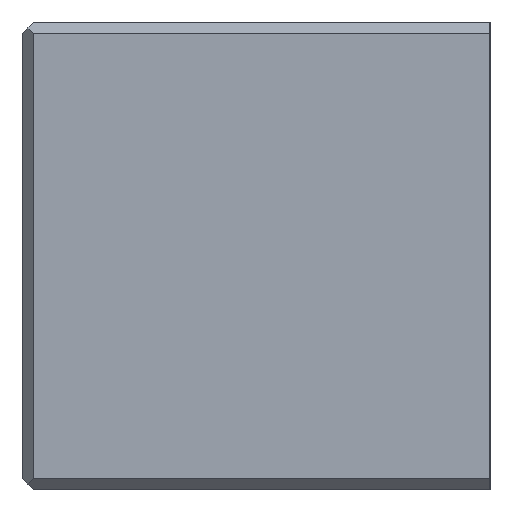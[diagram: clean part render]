
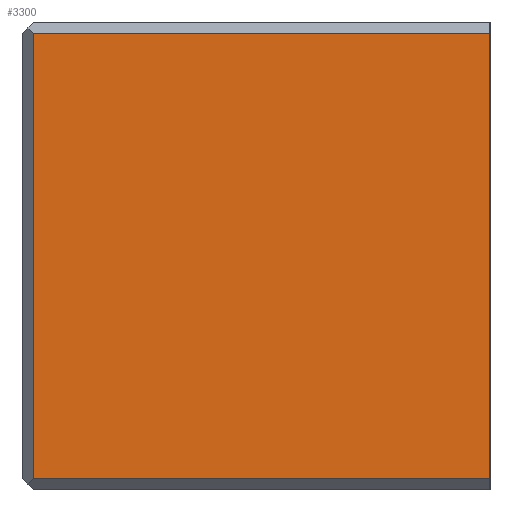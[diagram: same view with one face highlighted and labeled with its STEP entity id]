
A CAD part, left-side view. The second image highlights one B-rep face of the part: STEP entity #3300.
In plain terms, the highlighted planar face has unit normal (-1, 0, 0).
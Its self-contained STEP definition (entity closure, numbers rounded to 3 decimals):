
#990=CARTESIAN_POINT('',(-340.,0.,19.));
#1000=VERTEX_POINT('',#990);
#1380=CARTESIAN_POINT('',(-340.,0.,-19.));
#1390=VERTEX_POINT('',#1380);
#1420=CARTESIAN_POINT('',(-340.,0.,0.));
#1430=DIRECTION('',(-0.,-0.,-1.));
#1440=VECTOR('',#1430,1.);
#1450=LINE('',#1420,#1440);
#1460=EDGE_CURVE('',#1000,#1390,#1450,.T.);
#3000=CARTESIAN_POINT('',(-340.,0.,0.));
#3010=DIRECTION('',(1.,0.,0.));
#3020=DIRECTION('',(0.,-1.,0.));
#3030=AXIS2_PLACEMENT_3D('',#3000,#3010,#3020);
#3040=PLANE('',#3030);
#3050=CARTESIAN_POINT('',(-340.,19.5,19.));
#3060=DIRECTION('',(0.,-1.,0.));
#3070=VECTOR('',#3060,1.);
#3080=LINE('',#3050,#3070);
#3090=CARTESIAN_POINT('',(-340.,39.,19.));
#3100=VERTEX_POINT('',#3090);
#3110=EDGE_CURVE('',#3100,#1000,#3080,.T.);
#3120=ORIENTED_EDGE('',*,*,#3110,.F.);
#3130=ORIENTED_EDGE('',*,*,#1460,.F.);
#3140=CARTESIAN_POINT('',(-340.,19.5,-19.));
#3150=DIRECTION('',(0.,-1.,0.));
#3160=VECTOR('',#3150,1.);
#3170=LINE('',#3140,#3160);
#3180=CARTESIAN_POINT('',(-340.,39.,-19.));
#3190=VERTEX_POINT('',#3180);
#3200=EDGE_CURVE('',#3190,#1390,#3170,.T.);
#3210=ORIENTED_EDGE('',*,*,#3200,.T.);
#3220=CARTESIAN_POINT('',(-340.,39.,0.));
#3230=DIRECTION('',(-0.,-0.,-1.));
#3240=VECTOR('',#3230,1.);
#3250=LINE('',#3220,#3240);
#3260=EDGE_CURVE('',#3100,#3190,#3250,.T.);
#3270=ORIENTED_EDGE('',*,*,#3260,.T.);
#3280=EDGE_LOOP('',(#3270,#3210,#3130,#3120));
#3290=FACE_OUTER_BOUND('',#3280,.T.);
#3300=ADVANCED_FACE('',(#3290),#3040,.F.);
